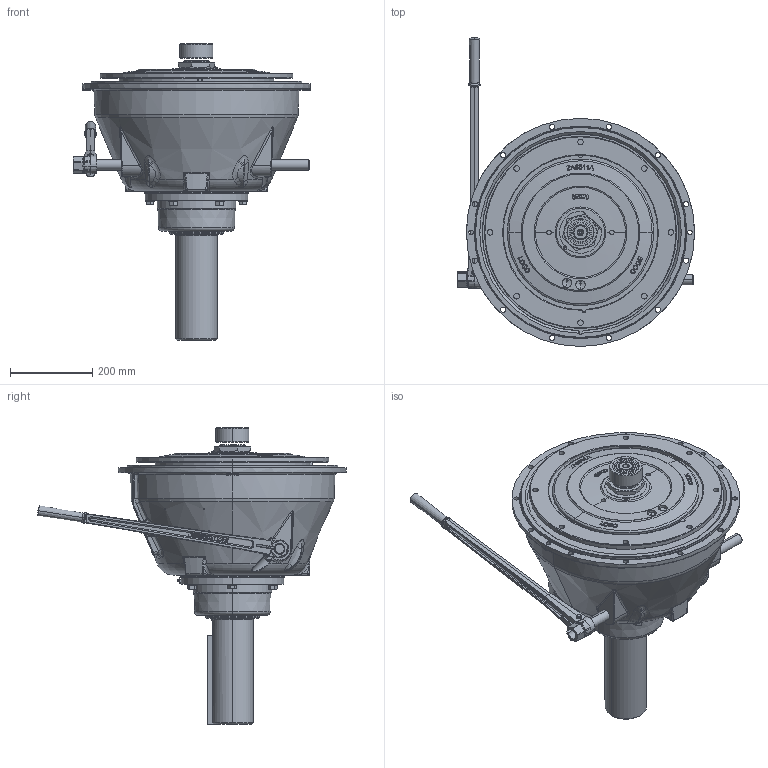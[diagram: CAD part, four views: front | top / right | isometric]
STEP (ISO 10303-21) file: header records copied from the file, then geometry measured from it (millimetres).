
FILE_DESCRIPTION (( 'STEP AP214' ), '1' );
FILE_NAME ('SP314P101.STEP', '2015-05-18T23:00:24', ( '' ), ( '' ), 'SwSTEP 2.0', 'SolidWorks 2010', '' );
FILE_SCHEMA (( 'AUTOMOTIVE_DESIGN' ));
Length unit declared in the file: millimetre
Products named in the file (1): SP314P101
Bounding box: 575.12 x 749.34 x 719.07 mm (x, y, z)
Surface area: 1564338.3 mm2 (no closed solid volume)
Topology: 0 solids, 73 shells, 1195 faces, 3969 edges, 2712 vertices
Faces by surface type: plane 345, bspline 311, cylinder 262, cone 138, torus 122, sphere 17
Entity records: 77978 total; most frequent: CARTESIAN_POINT 34242, ORIENTED_EDGE 6285, DIRECTION 5517, EDGE_CURVE 3923, VERTEX_POINT 2704, AXIS2_PLACEMENT_3D 2064, LINE 1389, VECTOR 1389
